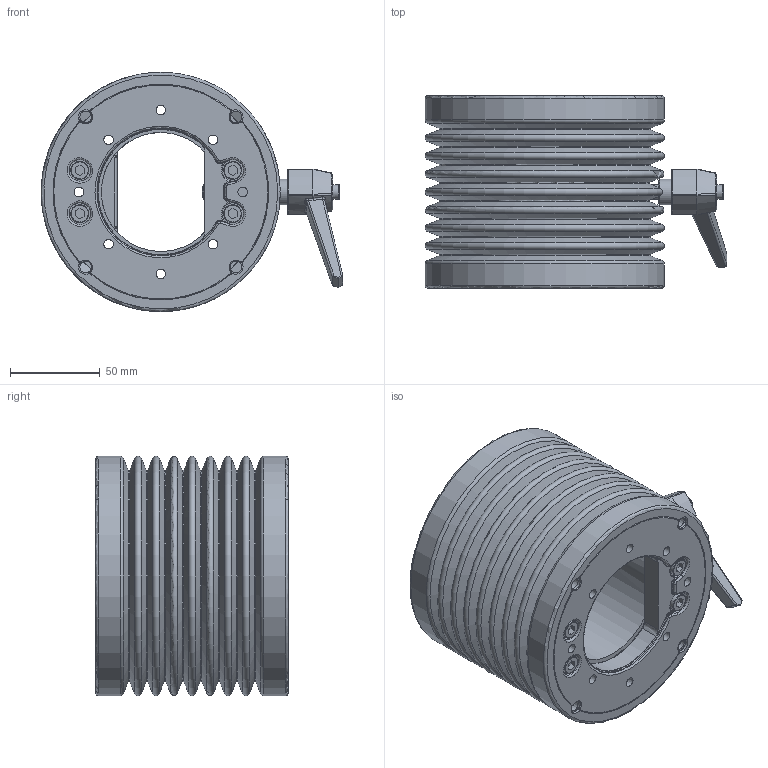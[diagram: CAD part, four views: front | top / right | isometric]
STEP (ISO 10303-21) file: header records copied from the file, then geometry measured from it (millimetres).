
FILE_DESCRIPTION (( 'STEP AP214' ), '1' );
FILE_NAME ('TK060.840.STEP', '2024-08-06T17:02:15', ( '' ), ( '' ), 'SwSTEP 2.0', 'SolidWorks 2023', '' );
FILE_SCHEMA (( 'AUTOMOTIVE_DESIGN' ));
Length unit declared in the file: inch
Products named in the file (1): TK060.840
Bounding box: 167.69 x 107 x 133 mm (x, y, z)
Volume: 702638.6 mm3; surface area: 236109 mm2
Topology: 2 solids, 29 shells, 1206 faces, 2855 edges, 1710 vertices
Faces by surface type: torus 294, bspline 269, plane 197, cylinder 194, sphere 127, cone 125
Full cylindrical faces by diameter (mm): 5.32 x4, 6.036 x3, 8 x4, 10 x8, 14.119 x1, 66.119 x1, 115.393 x8, 130 x2, 133 x2
Entity records: 64358 total; most frequent: CARTESIAN_POINT 40841, ORIENTED_EDGE 5228, DIRECTION 4127, EDGE_CURVE 2614, AXIS2_PLACEMENT_3D 1840, VERTEX_POINT 1630, EDGE_LOOP 1414, FACE_OUTER_BOUND 1290
